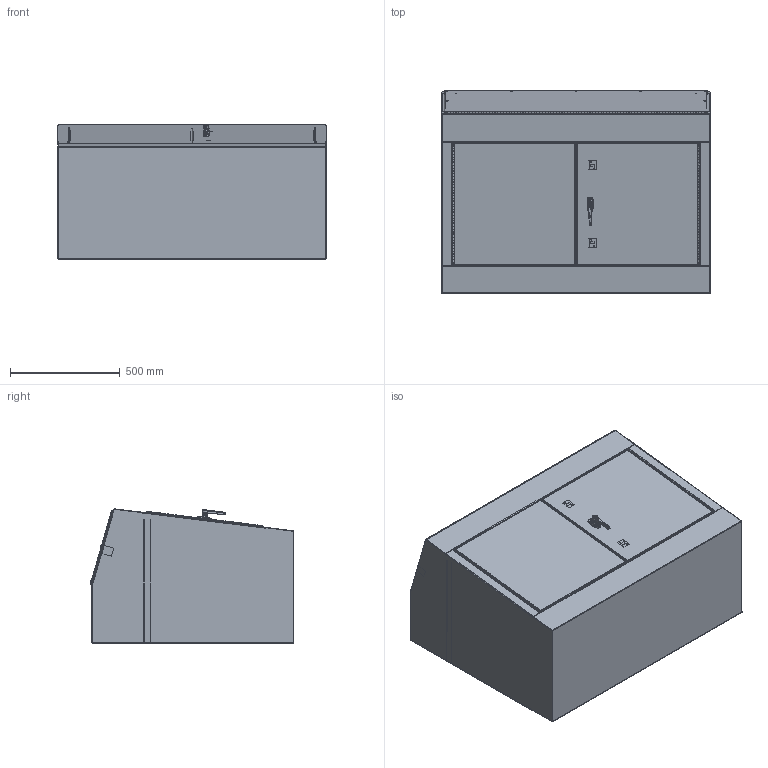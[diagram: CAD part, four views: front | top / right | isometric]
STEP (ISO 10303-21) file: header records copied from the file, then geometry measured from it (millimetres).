
FILE_DESCRIPTION (( 'STEP AP214' ), '1' );
FILE_NAME ('WC1248BD.STEP', '2020-03-02T19:06:58', ( '' ), ( '' ), 'SwSTEP 2.0', 'SolidWorks 2019', '' );
FILE_SCHEMA (( 'AUTOMOTIVE_DESIGN' ));
Length unit declared in the file: inch
Products named in the file (1): WC1248BD
Bounding box: 1222.38 x 923.99 x 611.14 mm (x, y, z)
Volume: 12388819.7 mm3; surface area: 12485597.9 mm2
Topology: 93 solids, 141 shells, 3382 faces, 8786 edges, 5742 vertices
Faces by surface type: plane 1934, cylinder 966, bspline 325, cone 155, torus 2
Full cylindrical faces by diameter (mm): 3.175 x3, 3.302 x1, 3.505 x176, 3.962 x7, 4 x3, 4.039 x2, 4.254 x1, 4.255 x6, 4.978 x7, 5.08 x4, 5.556 x2, 5.69 x4, 6.128 x2, 6.172 x2, 6.299 x7, 6.337 x6, 6.35 x15, 6.528 x7, 7.023 x16, 7.061 x7, 7.144 x2, 7.798 x8, 7.937 x18, 7.938 x3, 8.382 x24, 9.525 x2, 10.16 x4, 10.312 x7, 11.112 x2, 11.506 x7
Entity records: 169639 total; most frequent: CARTESIAN_POINT 45727, ORIENTED_EDGE 16334, DIRECTION 14838, EDGE_CURVE 8167, VERTEX_POINT 5635, AXIS2_PLACEMENT_3D 5059, VECTOR 4720, LINE 4720
